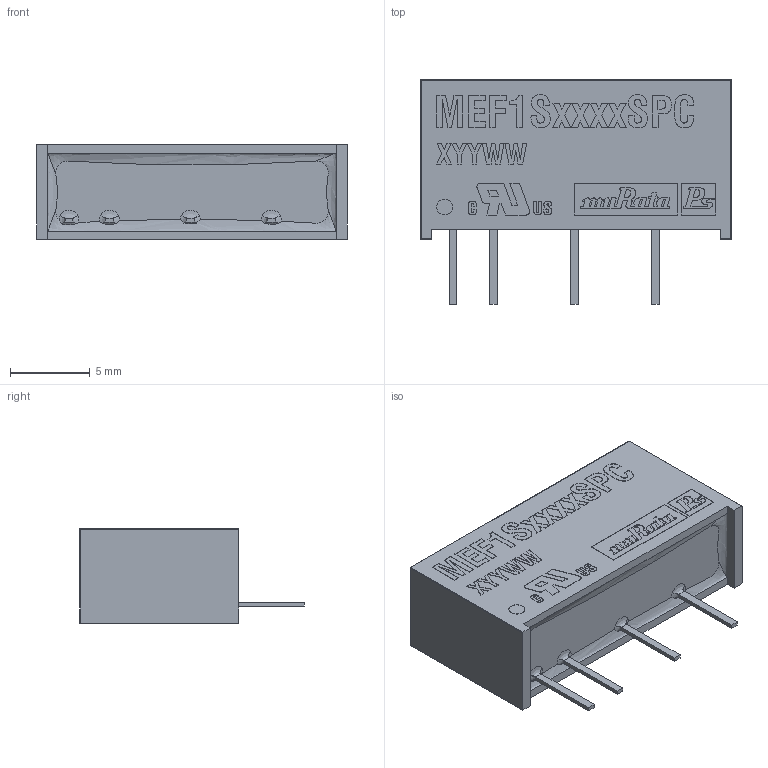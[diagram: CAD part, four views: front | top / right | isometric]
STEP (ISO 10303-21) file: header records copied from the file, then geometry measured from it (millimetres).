
FILE_DESCRIPTION (( 'STEP AP214' ), '1' );
FILE_NAME ('mps_dcdc_mef1s_spc_a.STEP', '2014-10-04T16:10:33', ( '' ), ( '' ), 'SwSTEP 2.0', 'SolidWorks 2014', '' );
FILE_SCHEMA (( 'AUTOMOTIVE_DESIGN' ));
Length unit declared in the file: millimetre
Products named in the file (1): mps_dcdc_mef1s_spc_a
Bounding box: 19.5 x 14.1 x 6.02 mm (x, y, z)
Volume: 477 mm3; surface area: 1532.5 mm2
Topology: 36 solids, 36 shells, 643 faces, 1704 edges, 1129 vertices
Faces by surface type: plane 426, cylinder 122, bspline 91, sphere 4
Full cylindrical faces by diameter (mm): 1 x1
Entity records: 31391 total; most frequent: CARTESIAN_POINT 8443, ORIENTED_EDGE 3398, DIRECTION 2832, EDGE_CURVE 1699, VECTOR 1238, LINE 1238, VERTEX_POINT 1129, AXIS2_PLACEMENT_3D 797
